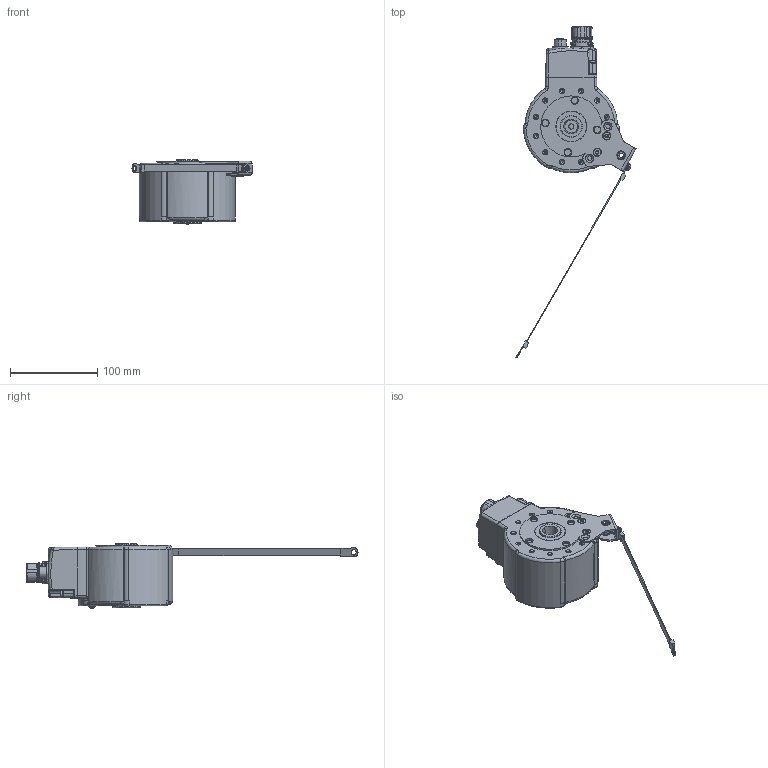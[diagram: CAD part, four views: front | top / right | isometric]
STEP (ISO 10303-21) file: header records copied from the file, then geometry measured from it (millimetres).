
FILE_DESCRIPTION((''),'2;1');
FILE_NAME('809774-K01_SW0001','2011-11-04T',('SE2994'),(''),'PRO/ENGINEER BY PARAMETRIC TECHNOLOGY CORPORATION, 2010180','PRO/ENGINEER BY PARAMETRIC TECHNOLOGY CORPORATION, 2010180','');
FILE_SCHEMA(('CONFIG_CONTROL_DESIGN','SHAPE_APPEARANCE_LAYERS_GROUPS'));
Length unit declared in the file: millimetre
Products named in the file (1): 809774-K01_SW0001
Bounding box: 137.57 x 380.38 x 73.5 mm (x, y, z)
Volume: 310266.3 mm3; surface area: 129617.8 mm2
Topology: 2 solids, 4 shells, 1698 faces, 4129 edges, 2507 vertices
Faces by surface type: cylinder 706, plane 433, torus 194, bspline 154, cone 152, sphere 46, revolution 11, extrusion 2
Entity records: 90112 total; most frequent: CARTESIAN_POINT 38653, DIRECTION 8279, ORIENTED_EDGE 8158, EDGE_CURVE 4079, AXIS2_PLACEMENT_3D 3458, VERTEX_POINT 2505, CIRCLE 1927, FILL_AREA_STYLE_COLOUR 1906
